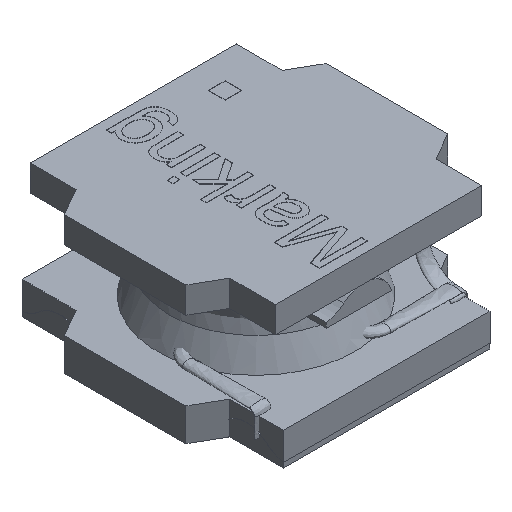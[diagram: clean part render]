
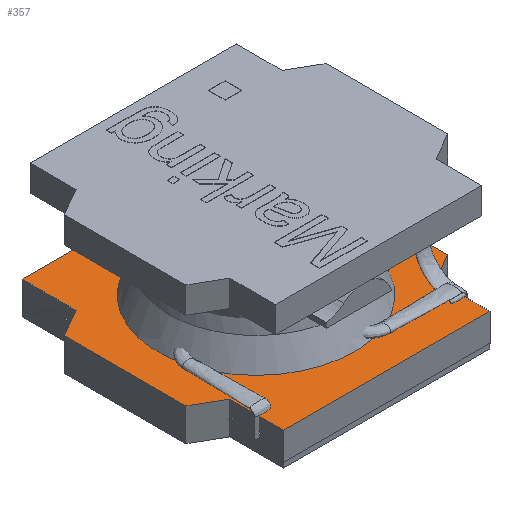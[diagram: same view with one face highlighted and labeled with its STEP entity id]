
A CAD part, isometric view. The second image highlights one B-rep face of the part: STEP entity #357.
In plain terms, the highlighted planar face has unit normal (0, 0, 1).
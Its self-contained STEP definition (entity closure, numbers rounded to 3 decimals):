
#357 = ADVANCED_FACE( '', ( #772, #773 ), #774, .F. );
#772 = FACE_BOUND( '', #1751, .T. );
#773 = FACE_OUTER_BOUND( '', #1752, .T. );
#774 = PLANE( '', #1753 );
#1751 = EDGE_LOOP( '', ( #3633 ) );
#1752 = EDGE_LOOP( '', ( #3634, #3635, #3636, #3637, #3638, #3639, #3640, #3641, #3642, #3643, #3644, #3645 ) );
#1753 = AXIS2_PLACEMENT_3D( '', #3646, #3647, #3648 );
#3633 = ORIENTED_EDGE( '', *, *, #4350, .T. );
#3634 = ORIENTED_EDGE( '', *, *, #4485, .F. );
#3635 = ORIENTED_EDGE( '', *, *, #4498, .F. );
#3636 = ORIENTED_EDGE( '', *, *, #4612, .F. );
#3637 = ORIENTED_EDGE( '', *, *, #4401, .F. );
#3638 = ORIENTED_EDGE( '', *, *, #4304, .F. );
#3639 = ORIENTED_EDGE( '', *, *, #4613, .F. );
#3640 = ORIENTED_EDGE( '', *, *, #4488, .F. );
#3641 = ORIENTED_EDGE( '', *, *, #4226, .F. );
#3642 = ORIENTED_EDGE( '', *, *, #4279, .F. );
#3643 = ORIENTED_EDGE( '', *, *, #4614, .F. );
#3644 = ORIENTED_EDGE( '', *, *, #4615, .F. );
#3645 = ORIENTED_EDGE( '', *, *, #4607, .F. );
#3646 = CARTESIAN_POINT( '', ( 0., 0., -1.2 ) );
#3647 = DIRECTION( '', ( 0., 0., -1. ) );
#3648 = DIRECTION( '', ( -1., 0., 0. ) );
#4226 = EDGE_CURVE( '', #4703, #4704, #4705, .T. );
#4279 = EDGE_CURVE( '', #4795, #4703, #4796, .T. );
#4304 = EDGE_CURVE( '', #4838, #4840, #4841, .T. );
#4350 = EDGE_CURVE( '', #4915, #4915, #4916, .T. );
#4401 = EDGE_CURVE( '', #4840, #4999, #5000, .T. );
#4485 = EDGE_CURVE( '', #5126, #5128, #5129, .T. );
#4488 = EDGE_CURVE( '', #4704, #5132, #5133, .T. );
#4498 = EDGE_CURVE( '', #5147, #5126, #5148, .T. );
#4607 = EDGE_CURVE( '', #5128, #5295, #5298, .T. );
#4612 = EDGE_CURVE( '', #4999, #5147, #5303, .T. );
#4613 = EDGE_CURVE( '', #5132, #4838, #5304, .T. );
#4614 = EDGE_CURVE( '', #5305, #4795, #5306, .T. );
#4615 = EDGE_CURVE( '', #5295, #5305, #5307, .T. );
#4703 = VERTEX_POINT( '', #5402 );
#4704 = VERTEX_POINT( '', #5403 );
#4705 = LINE( '', #5404, #5405 );
#4795 = VERTEX_POINT( '', #5540 );
#4796 = LINE( '', #5541, #5542 );
#4838 = VERTEX_POINT( '', #5635 );
#4840 = VERTEX_POINT( '', #5638 );
#4841 = LINE( '', #5639, #5640 );
#4915 = VERTEX_POINT( '', #5839 );
#4916 = CIRCLE( '', #5840, 2. );
#4999 = VERTEX_POINT( '', #6504 );
#5000 = LINE( '', #6505, #6506 );
#5126 = VERTEX_POINT( '', #6748 );
#5128 = VERTEX_POINT( '', #6751 );
#5129 = LINE( '', #6752, #6753 );
#5132 = VERTEX_POINT( '', #6757 );
#5133 = LINE( '', #6758, #6759 );
#5147 = VERTEX_POINT( '', #6830 );
#5148 = LINE( '', #6831, #6832 );
#5295 = VERTEX_POINT( '', #7337 );
#5298 = LINE( '', #7342, #7343 );
#5303 = LINE( '', #7350, #7351 );
#5304 = LINE( '', #7352, #7353 );
#5305 = VERTEX_POINT( '', #7354 );
#5306 = LINE( '', #7355, #7356 );
#5307 = LINE( '', #7357, #7358 );
#5402 = CARTESIAN_POINT( '', ( 4., -1.859, -1.2 ) );
#5403 = CARTESIAN_POINT( '', ( 3.15, -2.35, -1.2 ) );
#5404 = CARTESIAN_POINT( '', ( 4., -1.859, -1.2 ) );
#5405 = VECTOR( '', #7557, 1000. );
#5540 = CARTESIAN_POINT( '', ( 4., 1.859, -1.2 ) );
#5541 = CARTESIAN_POINT( '', ( 4., 1.859, -1.2 ) );
#5542 = VECTOR( '', #7588, 1000. );
#5635 = CARTESIAN_POINT( '', ( -3.15, -4., -1.2 ) );
#5638 = CARTESIAN_POINT( '', ( -3.15, -2.35, -1.2 ) );
#5639 = CARTESIAN_POINT( '', ( -3.15, -4., -1.2 ) );
#5640 = VECTOR( '', #7606, 1000. );
#5839 = CARTESIAN_POINT( '', ( 2., 0., -1.2 ) );
#5840 = AXIS2_PLACEMENT_3D( '', #7633, #7634, #7635 );
#6504 = CARTESIAN_POINT( '', ( -4., -1.859, -1.2 ) );
#6505 = CARTESIAN_POINT( '', ( -3.15, -2.35, -1.2 ) );
#6506 = VECTOR( '', #7644, 1000. );
#6748 = CARTESIAN_POINT( '', ( -3.15, 2.35, -1.2 ) );
#6751 = CARTESIAN_POINT( '', ( -3.15, 4., -1.2 ) );
#6752 = CARTESIAN_POINT( '', ( -3.15, 2.35, -1.2 ) );
#6753 = VECTOR( '', #7701, 1000. );
#6757 = CARTESIAN_POINT( '', ( 3.15, -4., -1.2 ) );
#6758 = CARTESIAN_POINT( '', ( 3.15, -2.35, -1.2 ) );
#6759 = VECTOR( '', #7703, 1000. );
#6830 = CARTESIAN_POINT( '', ( -4., 1.859, -1.2 ) );
#6831 = CARTESIAN_POINT( '', ( -4., 1.859, -1.2 ) );
#6832 = VECTOR( '', #7708, 1000. );
#7337 = CARTESIAN_POINT( '', ( 3.15, 4., -1.2 ) );
#7342 = CARTESIAN_POINT( '', ( -3.15, 4., -1.2 ) );
#7343 = VECTOR( '', #7741, 1000. );
#7350 = CARTESIAN_POINT( '', ( -4., -1.859, -1.2 ) );
#7351 = VECTOR( '', #7744, 1000. );
#7352 = CARTESIAN_POINT( '', ( 3.15, -4., -1.2 ) );
#7353 = VECTOR( '', #7745, 1000. );
#7354 = CARTESIAN_POINT( '', ( 3.15, 2.35, -1.2 ) );
#7355 = CARTESIAN_POINT( '', ( 3.15, 2.35, -1.2 ) );
#7356 = VECTOR( '', #7746, 1000. );
#7357 = CARTESIAN_POINT( '', ( 3.15, 4., -1.2 ) );
#7358 = VECTOR( '', #7747, 1000. );
#7557 = DIRECTION( '', ( -0.866, -0.5, 0. ) );
#7588 = DIRECTION( '', ( 0., -1., 0. ) );
#7606 = DIRECTION( '', ( 0., 1., 0. ) );
#7633 = CARTESIAN_POINT( '', ( 0., 0., -1.2 ) );
#7634 = DIRECTION( '', ( 0., 0., -1. ) );
#7635 = DIRECTION( '', ( 1., 0., 0. ) );
#7644 = DIRECTION( '', ( -0.866, 0.5, 0. ) );
#7701 = DIRECTION( '', ( 0., 1., 0. ) );
#7703 = DIRECTION( '', ( 0., -1., 0. ) );
#7708 = DIRECTION( '', ( 0.866, 0.5, 0. ) );
#7741 = DIRECTION( '', ( 1., 0., 0. ) );
#7744 = DIRECTION( '', ( 0., 1., 0. ) );
#7745 = DIRECTION( '', ( -1., 0., 0. ) );
#7746 = DIRECTION( '', ( 0.866, -0.5, 0. ) );
#7747 = DIRECTION( '', ( 0., -1., 0. ) );
